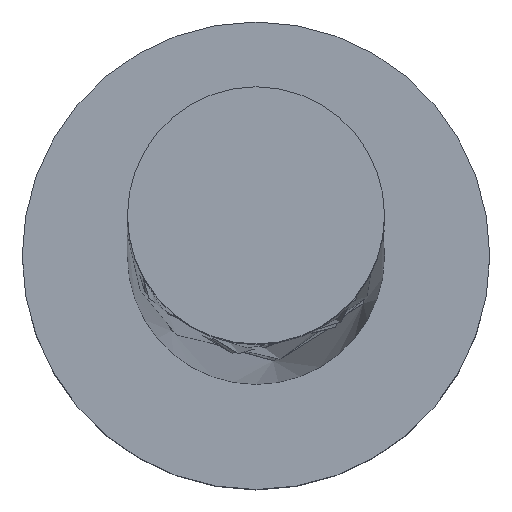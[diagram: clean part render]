
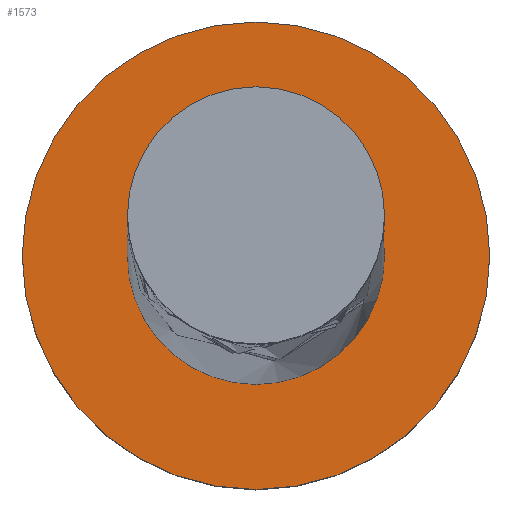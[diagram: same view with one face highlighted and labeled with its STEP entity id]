
A CAD part, top view. The second image highlights one B-rep face of the part: STEP entity #1573.
In plain terms, the highlighted planar face has unit normal (0, 0, 1).
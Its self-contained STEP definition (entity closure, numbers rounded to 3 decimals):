
#2 = CARTESIAN_POINT ( 'NONE',  ( -2., 0., 2. ) ) ;
#18 = AXIS2_PLACEMENT_3D ( 'NONE', #1009, #491, #482 ) ;
#119 = ORIENTED_EDGE ( 'NONE', *, *, #1225, .T. ) ;
#122 = CARTESIAN_POINT ( 'NONE',  ( -1.1, 0., 2. ) ) ;
#142 = PLANE ( 'NONE',  #739 ) ;
#223 = EDGE_CURVE ( 'NONE', #875, #1344, #538, .T. ) ;
#291 = EDGE_LOOP ( 'NONE', ( #119, #630 ) ) ;
#299 = AXIS2_PLACEMENT_3D ( 'NONE', #889, #1013, #730 ) ;
#327 = DIRECTION ( 'NONE',  ( 1., 0., 0. ) ) ;
#342 = ORIENTED_EDGE ( 'NONE', *, *, #571, .F. ) ;
#407 = DIRECTION ( 'NONE',  ( 0., 0., 1. ) ) ;
#482 = DIRECTION ( 'NONE',  ( 1., 0., 0. ) ) ;
#491 = DIRECTION ( 'NONE',  ( 0., 0., 1. ) ) ;
#538 = CIRCLE ( 'NONE', #18, 2. ) ;
#571 = EDGE_CURVE ( 'NONE', #1212, #613, #1626, .T. ) ;
#573 = CIRCLE ( 'NONE', #604, 2. ) ;
#604 = AXIS2_PLACEMENT_3D ( 'NONE', #1003, #1253, #1132 ) ;
#613 = VERTEX_POINT ( 'NONE', #1235 ) ;
#630 = ORIENTED_EDGE ( 'NONE', *, *, #223, .T. ) ;
#730 = DIRECTION ( 'NONE',  ( 1., 0., 0. ) ) ;
#739 = AXIS2_PLACEMENT_3D ( 'NONE', #906, #407, #1543 ) ;
#806 = ORIENTED_EDGE ( 'NONE', *, *, #1081, .F. ) ;
#816 = CIRCLE ( 'NONE', #1316, 1.1 ) ;
#875 = VERTEX_POINT ( 'NONE', #1567 ) ;
#888 = FACE_OUTER_BOUND ( 'NONE', #291, .T. ) ;
#889 = CARTESIAN_POINT ( 'NONE',  ( 0., 0., 2. ) ) ;
#906 = CARTESIAN_POINT ( 'NONE',  ( 0., 0., 2. ) ) ;
#912 = FACE_BOUND ( 'NONE', #1069, .T. ) ;
#965 = CARTESIAN_POINT ( 'NONE',  ( 0., 0., 2. ) ) ;
#1003 = CARTESIAN_POINT ( 'NONE',  ( 0., 0., 2. ) ) ;
#1009 = CARTESIAN_POINT ( 'NONE',  ( 0., 0., 2. ) ) ;
#1013 = DIRECTION ( 'NONE',  ( 0., 0., 1. ) ) ;
#1069 = EDGE_LOOP ( 'NONE', ( #342, #806 ) ) ;
#1081 = EDGE_CURVE ( 'NONE', #613, #1212, #816, .T. ) ;
#1132 = DIRECTION ( 'NONE',  ( 1., 0., 0. ) ) ;
#1202 = DIRECTION ( 'NONE',  ( 0., 0., 1. ) ) ;
#1212 = VERTEX_POINT ( 'NONE', #122 ) ;
#1225 = EDGE_CURVE ( 'NONE', #1344, #875, #573, .T. ) ;
#1235 = CARTESIAN_POINT ( 'NONE',  ( 1.1, 0., 2. ) ) ;
#1253 = DIRECTION ( 'NONE',  ( 0., 0., 1. ) ) ;
#1316 = AXIS2_PLACEMENT_3D ( 'NONE', #965, #1202, #327 ) ;
#1344 = VERTEX_POINT ( 'NONE', #2 ) ;
#1543 = DIRECTION ( 'NONE',  ( 1., 0., 0. ) ) ;
#1567 = CARTESIAN_POINT ( 'NONE',  ( 2., 0., 2. ) ) ;
#1573 = ADVANCED_FACE ( 'NONE', ( #912, #888 ), #142, .T. ) ;
#1626 = CIRCLE ( 'NONE', #299, 1.1 ) ;
